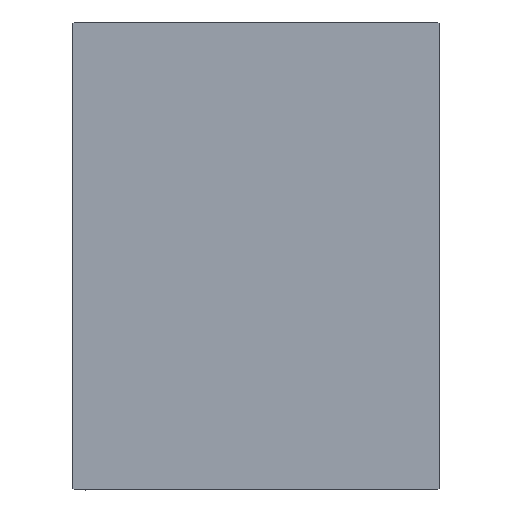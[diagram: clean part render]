
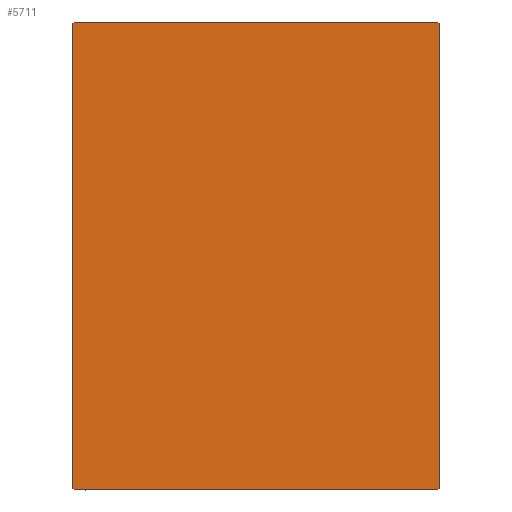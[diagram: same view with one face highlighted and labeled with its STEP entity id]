
A CAD part, left-side view. The second image highlights one B-rep face of the part: STEP entity #5711.
In plain terms, the highlighted face is planar.
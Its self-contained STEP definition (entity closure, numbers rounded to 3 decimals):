
#336 = DIRECTION ( 'NONE',  ( 0., 0.707, 0.707 ) ) ;
#2182 = LINE ( 'NONE', #6639, #40196 ) ;
#4468 = EDGE_LOOP ( 'NONE', ( #39601, #12761, #12478, #38501, #17432, #33422, #23567, #37959 ) ) ;
#5711 = ADVANCED_FACE ( 'NONE', ( #11877 ), #40443, .T. ) ;
#6639 = CARTESIAN_POINT ( 'NONE',  ( 158., -51.1, -51.1 ) ) ;
#7030 = CARTESIAN_POINT ( 'NONE',  ( 158., 45., -57.2 ) ) ;
#7164 = EDGE_CURVE ( 'NONE', #28730, #22029, #22877, .T. ) ;
#8906 = DIRECTION ( 'NONE',  ( 0., 0., -1. ) ) ;
#9232 = DIRECTION ( 'NONE',  ( 0., -0.707, -0.707 ) ) ;
#11877 = FACE_OUTER_BOUND ( 'NONE', #4468, .T. ) ;
#12437 = CARTESIAN_POINT ( 'NONE',  ( 158., -45., 57.5 ) ) ;
#12478 = ORIENTED_EDGE ( 'NONE', *, *, #20919, .T. ) ;
#12761 = ORIENTED_EDGE ( 'NONE', *, *, #16796, .T. ) ;
#14163 = VECTOR ( 'NONE', #336, 1000. ) ;
#14304 = CARTESIAN_POINT ( 'NONE',  ( 158., 45., 57.5 ) ) ;
#15880 = AXIS2_PLACEMENT_3D ( 'NONE', #43755, #26270, #37147 ) ;
#16294 = CARTESIAN_POINT ( 'NONE',  ( 158., -45., 57.2 ) ) ;
#16796 = EDGE_CURVE ( 'NONE', #29148, #34721, #40426, .T. ) ;
#17432 = ORIENTED_EDGE ( 'NONE', *, *, #18559, .T. ) ;
#17970 = VECTOR ( 'NONE', #39561, 1000. ) ;
#18034 = VECTOR ( 'NONE', #32975, 1000. ) ;
#18435 = CARTESIAN_POINT ( 'NONE',  ( 158., -45., -57.5 ) ) ;
#18559 = EDGE_CURVE ( 'NONE', #22029, #46246, #46669, .T. ) ;
#18584 = CARTESIAN_POINT ( 'NONE',  ( 158., 45., -57.5 ) ) ;
#18858 = DIRECTION ( 'NONE',  ( 0., -0.707, 0.707 ) ) ;
#20919 = EDGE_CURVE ( 'NONE', #34721, #28730, #44973, .T. ) ;
#21267 = VECTOR ( 'NONE', #8906, 1000. ) ;
#21764 = CARTESIAN_POINT ( 'NONE',  ( 158., 45., 57.2 ) ) ;
#22029 = VERTEX_POINT ( 'NONE', #30175 ) ;
#22877 = LINE ( 'NONE', #25936, #27971 ) ;
#23567 = ORIENTED_EDGE ( 'NONE', *, *, #41539, .T. ) ;
#25219 = CARTESIAN_POINT ( 'NONE',  ( 158., -44.7, 57.5 ) ) ;
#25284 = DIRECTION ( 'NONE',  ( 0., 1., 0. ) ) ;
#25509 = LINE ( 'NONE', #18435, #41593 ) ;
#25936 = CARTESIAN_POINT ( 'NONE',  ( 158., 51.1, 51.1 ) ) ;
#26270 = DIRECTION ( 'NONE',  ( 1., 0., 0. ) ) ;
#27971 = VECTOR ( 'NONE', #18858, 1000. ) ;
#28730 = VERTEX_POINT ( 'NONE', #21764 ) ;
#29148 = VERTEX_POINT ( 'NONE', #33979 ) ;
#29662 = VECTOR ( 'NONE', #9232, 1000. ) ;
#30119 = EDGE_CURVE ( 'NONE', #40310, #29148, #25509, .T. ) ;
#30175 = CARTESIAN_POINT ( 'NONE',  ( 158., 44.7, 57.5 ) ) ;
#30603 = LINE ( 'NONE', #12437, #21267 ) ;
#32352 = VERTEX_POINT ( 'NONE', #16294 ) ;
#32975 = DIRECTION ( 'NONE',  ( 0., 0., 1. ) ) ;
#33422 = ORIENTED_EDGE ( 'NONE', *, *, #45601, .T. ) ;
#33979 = CARTESIAN_POINT ( 'NONE',  ( 158., 44.7, -57.5 ) ) ;
#34474 = LINE ( 'NONE', #38018, #29662 ) ;
#34721 = VERTEX_POINT ( 'NONE', #7030 ) ;
#36035 = VERTEX_POINT ( 'NONE', #39123 ) ;
#37147 = DIRECTION ( 'NONE',  ( 0., 0., -1. ) ) ;
#37783 = EDGE_CURVE ( 'NONE', #36035, #40310, #2182, .T. ) ;
#37959 = ORIENTED_EDGE ( 'NONE', *, *, #37783, .T. ) ;
#38018 = CARTESIAN_POINT ( 'NONE',  ( 158., -51.1, 51.1 ) ) ;
#38501 = ORIENTED_EDGE ( 'NONE', *, *, #7164, .T. ) ;
#39123 = CARTESIAN_POINT ( 'NONE',  ( 158., -45., -57.2 ) ) ;
#39561 = DIRECTION ( 'NONE',  ( 0., -1., 0. ) ) ;
#39601 = ORIENTED_EDGE ( 'NONE', *, *, #30119, .T. ) ;
#40196 = VECTOR ( 'NONE', #42967, 1000. ) ;
#40310 = VERTEX_POINT ( 'NONE', #46239 ) ;
#40426 = LINE ( 'NONE', #43045, #14163 ) ;
#40443 = PLANE ( 'NONE',  #15880 ) ;
#41539 = EDGE_CURVE ( 'NONE', #32352, #36035, #30603, .T. ) ;
#41593 = VECTOR ( 'NONE', #25284, 1000. ) ;
#42967 = DIRECTION ( 'NONE',  ( 0., 0.707, -0.707 ) ) ;
#43045 = CARTESIAN_POINT ( 'NONE',  ( 158., 51.1, -51.1 ) ) ;
#43755 = CARTESIAN_POINT ( 'NONE',  ( 158., 0., 0. ) ) ;
#44973 = LINE ( 'NONE', #18584, #18034 ) ;
#45601 = EDGE_CURVE ( 'NONE', #46246, #32352, #34474, .T. ) ;
#46239 = CARTESIAN_POINT ( 'NONE',  ( 158., -44.7, -57.5 ) ) ;
#46246 = VERTEX_POINT ( 'NONE', #25219 ) ;
#46669 = LINE ( 'NONE', #14304, #17970 ) ;
